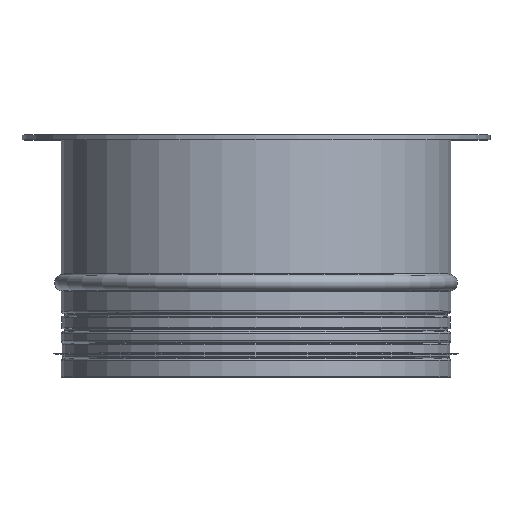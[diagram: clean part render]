
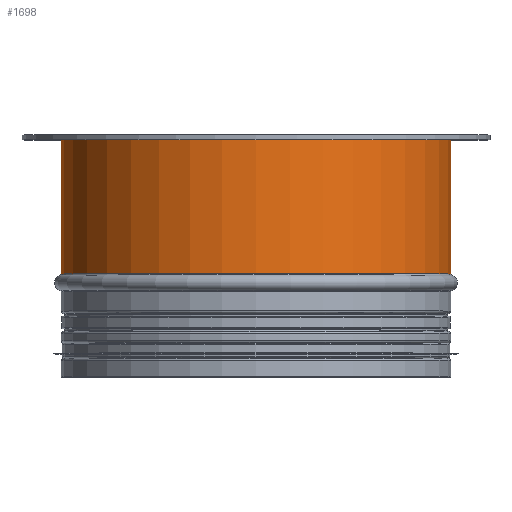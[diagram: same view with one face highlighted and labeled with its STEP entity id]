
A CAD part, top view. The second image highlights one B-rep face of the part: STEP entity #1698.
In plain terms, the highlighted cylindrical face has radius 158.5 mm (diameter 317 mm), a partial arc.
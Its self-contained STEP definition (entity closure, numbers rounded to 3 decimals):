
#90=CYLINDRICAL_SURFACE('',#1885,158.5);
#212=FACE_OUTER_BOUND('',#328,.T.);
#328=EDGE_LOOP('',(#1303,#1304,#1305,#1306));
#494=CIRCLE('',#1884,158.5);
#495=CIRCLE('',#1886,158.5);
#591=LINE('',#2714,#675);
#635=LINE('',#2890,#719);
#675=VECTOR('',#2130,111.172);
#719=VECTOR('',#2348,111.172);
#761=VERTEX_POINT('',#2707);
#763=VERTEX_POINT('',#2713);
#766=VERTEX_POINT('',#2720);
#808=VERTEX_POINT('',#2885);
#907=EDGE_CURVE('',#763,#761,#591,.T.);
#993=EDGE_CURVE('',#808,#763,#494,.T.);
#995=EDGE_CURVE('',#766,#761,#495,.T.);
#996=EDGE_CURVE('',#808,#766,#635,.T.);
#1303=ORIENTED_EDGE('',*,*,#907,.T.);
#1304=ORIENTED_EDGE('',*,*,#995,.F.);
#1305=ORIENTED_EDGE('',*,*,#996,.F.);
#1306=ORIENTED_EDGE('',*,*,#993,.T.);
#1698=ADVANCED_FACE('',(#212),#90,.T.);
#1884=AXIS2_PLACEMENT_3D('',#2886,#2341,#2342);
#1885=AXIS2_PLACEMENT_3D('',#2888,#2344,#2345);
#1886=AXIS2_PLACEMENT_3D('',#2889,#2346,#2347);
#2130=DIRECTION('',(0.,-1.,0.));
#2341=DIRECTION('center_axis',(0.,-1.,0.));
#2342=DIRECTION('ref_axis',(-1.,0.,0.));
#2344=DIRECTION('center_axis',(0.,-1.,0.));
#2345=DIRECTION('ref_axis',(-1.,0.,0.));
#2346=DIRECTION('center_axis',(0.,-1.,0.));
#2347=DIRECTION('ref_axis',(-1.,0.,0.));
#2348=DIRECTION('',(0.,-1.,0.));
#2707=CARTESIAN_POINT('',(-158.5,83.828,0.277));
#2713=CARTESIAN_POINT('',(-158.5,195.,0.277));
#2714=CARTESIAN_POINT('',(-158.5,195.,0.277));
#2720=CARTESIAN_POINT('',(-158.5,83.828,0.));
#2885=CARTESIAN_POINT('',(-158.5,195.,0.));
#2886=CARTESIAN_POINT('Origin',(0.,195.,0.));
#2888=CARTESIAN_POINT('Origin',(0.,93.923,0.));
#2889=CARTESIAN_POINT('Origin',(0.,83.828,0.));
#2890=CARTESIAN_POINT('',(-158.5,195.,0.));
